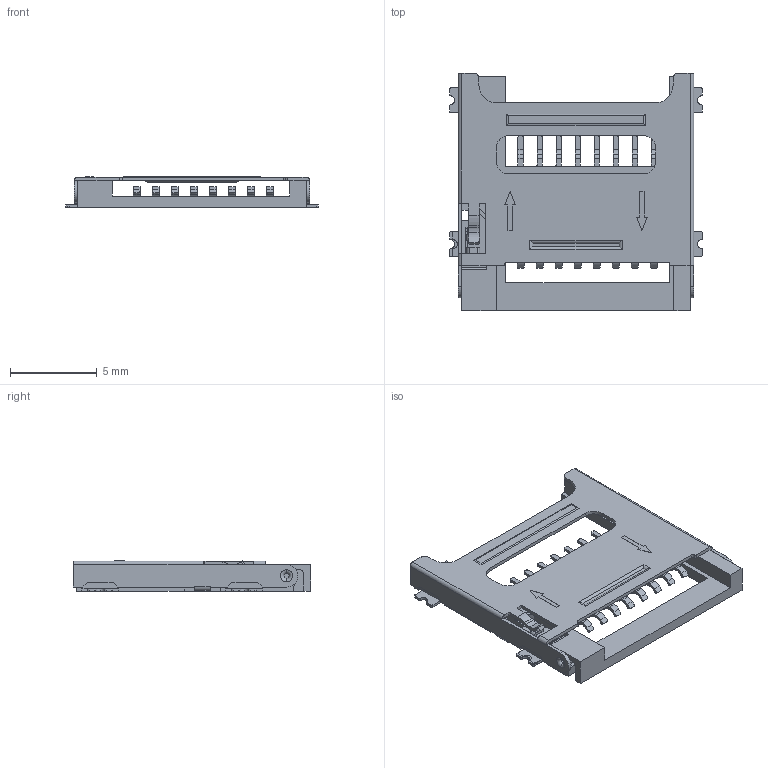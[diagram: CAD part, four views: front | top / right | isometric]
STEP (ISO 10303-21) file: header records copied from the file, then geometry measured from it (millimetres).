
FILE_DESCRIPTION(('STEP AP203'),'1');
FILE_NAME('693072010801.stp','2016-05-13T06:25:13',('TraceParts'),('TraceParts S.A.'),'Spatial InterOp 3D',' ',' ');
FILE_SCHEMA(('CONFIG_CONTROL_DESIGN'));
Length unit declared in the file: millimetre
Products named in the file (15): 1; 2; 3; 4; 5; 6; 7; 8; 9; 10; 11; 12; 13; 14; 15
Bounding box: 14.6 x 13.7 x 1.77 mm (x, y, z)
Volume: 101.1 mm3; surface area: 733.7 mm2
Topology: 15 solids, 15 shells, 907 faces, 2542 edges, 1676 vertices
Faces by surface type: plane 580, cylinder 319, bspline 4, torus 4
Entity records: 29994 total; most frequent: CARTESIAN_POINT 5260, ORIENTED_EDGE 5084, DIRECTION 5008, EDGE_CURVE 2542, LINE 1904, VECTOR 1904, VERTEX_POINT 1676, AXIS2_PLACEMENT_3D 1552
